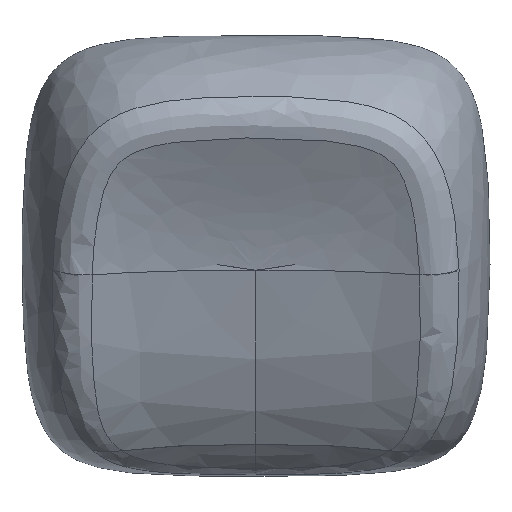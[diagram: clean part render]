
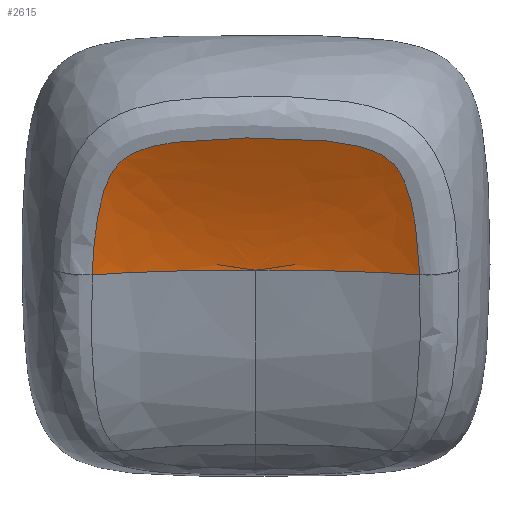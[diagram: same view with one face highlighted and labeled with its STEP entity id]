
A CAD part, top view. The second image highlights one B-rep face of the part: STEP entity #2615.
In plain terms, the highlighted free-form (B-spline) face has degree [3, 3] with [10, 5] control points.
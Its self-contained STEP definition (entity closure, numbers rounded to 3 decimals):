
#42=(
BOUNDED_CURVE()
B_SPLINE_CURVE(5,(#10622,#10623,#10624,#10625,#10626,#10627,#10628,#10629,
#10630),.UNSPECIFIED.,.F.,.F.)
B_SPLINE_CURVE_WITH_KNOTS((6,1,1,1,6),(0.221,0.4,0.6,0.8,1.),
 .UNSPECIFIED.)
CURVE()
GEOMETRIC_REPRESENTATION_ITEM()
RATIONAL_B_SPLINE_CURVE((1.,1.,1.,1.,1.,1.,1.,1.,1.))
REPRESENTATION_ITEM('')
);
#44=(
BOUNDED_CURVE()
B_SPLINE_CURVE(5,(#10694,#10695,#10696,#10697,#10698,#10699,#10700,#10701,
#10702),.UNSPECIFIED.,.F.,.F.)
B_SPLINE_CURVE_WITH_KNOTS((6,1,1,1,6),(0.221,0.4,0.6,0.8,1.),
 .UNSPECIFIED.)
CURVE()
GEOMETRIC_REPRESENTATION_ITEM()
RATIONAL_B_SPLINE_CURVE((1.,1.,1.,1.,1.,1.,1.,1.,1.))
REPRESENTATION_ITEM('')
);
#261=FACE_OUTER_BOUND('',#419,.T.);
#419=EDGE_LOOP('',(#2008,#2009,#2010));
#843=B_SPLINE_CURVE_WITH_KNOTS('',3,(#10497,#10498,#10499,#10500,#10501,
#10502,#10503,#10504,#10505,#10506,#10507,#10508,#10509,#10510,#10511,#10512,
#10513,#10514,#10515,#10516,#10517,#10518,#10519,#10520,#10521,#10522),
 .UNSPECIFIED.,.F.,.F.,(4,1,1,1,1,1,1,1,1,1,1,2,1,1,1,1,1,1,1,1,1,1,4),
(-2.058,-1.852,-1.749,-1.698,
-1.647,-1.595,-1.544,-1.492,-1.441,
-1.338,-1.235,-1.029,-0.823,
-0.72,-0.618,-0.566,-0.515,
-0.463,-0.412,-0.36,-0.309,
-0.206,0.),.UNSPECIFIED.);
#1104=VERTEX_POINT('',#10352);
#1105=VERTEX_POINT('',#10495);
#1107=VERTEX_POINT('',#10621);
#1454=EDGE_CURVE('',#1104,#1105,#843,.T.);
#1457=EDGE_CURVE('',#1105,#1107,#42,.T.);
#1460=EDGE_CURVE('',#1104,#1107,#44,.T.);
#2008=ORIENTED_EDGE('',*,*,#1454,.F.);
#2009=ORIENTED_EDGE('',*,*,#1460,.T.);
#2010=ORIENTED_EDGE('',*,*,#1457,.F.);
#2498=B_SPLINE_SURFACE_WITH_KNOTS('',3,3,((#10644,#10645,#10646,#10647,
#10648),(#10649,#10650,#10651,#10652,#10653),(#10654,#10655,#10656,#10657,
#10658),(#10659,#10660,#10661,#10662,#10663),(#10664,#10665,#10666,#10667,
#10668),(#10669,#10670,#10671,#10672,#10673),(#10674,#10675,#10676,#10677,
#10678),(#10679,#10680,#10681,#10682,#10683),(#10684,#10685,#10686,#10687,
#10688),(#10689,#10690,#10691,#10692,#10693)),.UNSPECIFIED.,.F.,.F.,.F.,
(4,1,1,1,1,1,1,4),(4,1,4),(0.,0.143,0.286,0.429,
0.571,0.714,0.857,1.),(0.142,
0.51,1.),.UNSPECIFIED.);
#2615=ADVANCED_FACE('',(#261),#2498,.F.);
#10352=CARTESIAN_POINT('',(-6.123,-0.726,7.008));
#10495=CARTESIAN_POINT('',(6.123,-0.726,7.008));
#10497=CARTESIAN_POINT('Ctrl Pts',(-6.123,-0.726,
7.008));
#10498=CARTESIAN_POINT('Ctrl Pts',(-6.097,-0.079,
7.173));
#10499=CARTESIAN_POINT('Ctrl Pts',(-6.021,0.888,7.429));
#10500=CARTESIAN_POINT('Ctrl Pts',(-5.823,1.965,7.743));
#10501=CARTESIAN_POINT('Ctrl Pts',(-5.648,2.548,7.925));
#10502=CARTESIAN_POINT('Ctrl Pts',(-5.472,2.962,8.059));
#10503=CARTESIAN_POINT('Ctrl Pts',(-5.225,3.345,8.184));
#10504=CARTESIAN_POINT('Ctrl Pts',(-4.89,3.655,8.282));
#10505=CARTESIAN_POINT('Ctrl Pts',(-4.474,3.883,8.349));
#10506=CARTESIAN_POINT('Ctrl Pts',(-3.868,4.092,8.408));
#10507=CARTESIAN_POINT('Ctrl Pts',(-3.05,4.245,8.45));
#10508=CARTESIAN_POINT('Ctrl Pts',(-1.711,4.37,8.488));
#10509=CARTESIAN_POINT('Ctrl Pts',(-0.683,4.395,
8.496));
#10510=CARTESIAN_POINT('Ctrl Pts',(0.684,4.395,8.496));
#10511=CARTESIAN_POINT('Ctrl Pts',(1.709,4.37,8.488));
#10512=CARTESIAN_POINT('Ctrl Pts',(3.054,4.244,8.45));
#10513=CARTESIAN_POINT('Ctrl Pts',(3.868,4.093,8.408));
#10514=CARTESIAN_POINT('Ctrl Pts',(4.479,3.881,8.348));
#10515=CARTESIAN_POINT('Ctrl Pts',(4.889,3.656,8.282));
#10516=CARTESIAN_POINT('Ctrl Pts',(5.229,3.34,8.182));
#10517=CARTESIAN_POINT('Ctrl Pts',(5.471,2.962,8.059));
#10518=CARTESIAN_POINT('Ctrl Pts',(5.649,2.545,7.924));
#10519=CARTESIAN_POINT('Ctrl Pts',(5.823,1.963,7.742));
#10520=CARTESIAN_POINT('Ctrl Pts',(6.021,0.888,7.429));
#10521=CARTESIAN_POINT('Ctrl Pts',(6.097,-0.079,
7.173));
#10522=CARTESIAN_POINT('Ctrl Pts',(6.123,-0.726,
7.008));
#10621=CARTESIAN_POINT('',(0.,-0.552,6.359));
#10622=CARTESIAN_POINT('Ctrl Pts',(6.123,-0.726,
7.008));
#10623=CARTESIAN_POINT('Ctrl Pts',(5.963,-0.713,6.959));
#10624=CARTESIAN_POINT('Ctrl Pts',(5.61,-0.686,
6.859));
#10625=CARTESIAN_POINT('Ctrl Pts',(5.013,-0.647,
6.715));
#10626=CARTESIAN_POINT('Ctrl Pts',(4.06,-0.601,
6.543));
#10627=CARTESIAN_POINT('Ctrl Pts',(2.788,-0.568,
6.421));
#10628=CARTESIAN_POINT('Ctrl Pts',(1.523,-0.555,
6.37));
#10629=CARTESIAN_POINT('Ctrl Pts',(0.532,-0.552,
6.359));
#10630=CARTESIAN_POINT('Ctrl Pts',(0.,-0.552,
6.359));
#10644=CARTESIAN_POINT('Ctrl Pts',(-6.462,-0.755,
7.118));
#10645=CARTESIAN_POINT('Ctrl Pts',(-5.96,-0.709,
6.945));
#10646=CARTESIAN_POINT('Ctrl Pts',(-4.602,-0.608,
6.57));
#10647=CARTESIAN_POINT('Ctrl Pts',(-2.174,-0.552,
6.359));
#10648=CARTESIAN_POINT('Ctrl Pts',(0.,-0.552,
6.359));
#10649=CARTESIAN_POINT('Ctrl Pts',(-6.462,0.329,
7.408));
#10650=CARTESIAN_POINT('Ctrl Pts',(-5.96,0.219,7.193));
#10651=CARTESIAN_POINT('Ctrl Pts',(-4.602,-0.042,
6.722));
#10652=CARTESIAN_POINT('Ctrl Pts',(-2.174,-0.345,
6.414));
#10653=CARTESIAN_POINT('Ctrl Pts',(0.,-0.552,
6.359));
#10654=CARTESIAN_POINT('Ctrl Pts',(-6.248,2.469,7.982));
#10655=CARTESIAN_POINT('Ctrl Pts',(-5.758,2.069,7.689));
#10656=CARTESIAN_POINT('Ctrl Pts',(-4.366,1.059,7.016));
#10657=CARTESIAN_POINT('Ctrl Pts',(-1.997,0.009,
6.509));
#10658=CARTESIAN_POINT('Ctrl Pts',(0.,-0.552,
6.359));
#10659=CARTESIAN_POINT('Ctrl Pts',(-4.897,4.057,8.407));
#10660=CARTESIAN_POINT('Ctrl Pts',(-4.502,3.417,8.05));
#10661=CARTESIAN_POINT('Ctrl Pts',(-3.252,1.911,7.245));
#10662=CARTESIAN_POINT('Ctrl Pts',(-1.35,0.363,
6.604));
#10663=CARTESIAN_POINT('Ctrl Pts',(0.,-0.552,
6.359));
#10664=CARTESIAN_POINT('Ctrl Pts',(-1.978,4.42,8.505));
#10665=CARTESIAN_POINT('Ctrl Pts',(-1.814,3.701,8.126));
#10666=CARTESIAN_POINT('Ctrl Pts',(-1.257,2.146,7.308));
#10667=CARTESIAN_POINT('Ctrl Pts',(-0.475,0.54,
6.651));
#10668=CARTESIAN_POINT('Ctrl Pts',(0.,-0.552,
6.359));
#10669=CARTESIAN_POINT('Ctrl Pts',(1.982,4.419,8.504));
#10670=CARTESIAN_POINT('Ctrl Pts',(1.819,3.7,8.126));
#10671=CARTESIAN_POINT('Ctrl Pts',(1.26,2.146,7.308));
#10672=CARTESIAN_POINT('Ctrl Pts',(0.475,0.54,6.651));
#10673=CARTESIAN_POINT('Ctrl Pts',(0.,-0.552,
6.359));
#10674=CARTESIAN_POINT('Ctrl Pts',(4.893,4.056,8.407));
#10675=CARTESIAN_POINT('Ctrl Pts',(4.498,3.415,8.05));
#10676=CARTESIAN_POINT('Ctrl Pts',(3.25,1.911,7.245));
#10677=CARTESIAN_POINT('Ctrl Pts',(1.35,0.363,6.604));
#10678=CARTESIAN_POINT('Ctrl Pts',(0.,-0.552,
6.359));
#10679=CARTESIAN_POINT('Ctrl Pts',(6.248,2.469,7.982));
#10680=CARTESIAN_POINT('Ctrl Pts',(5.757,2.069,7.689));
#10681=CARTESIAN_POINT('Ctrl Pts',(4.366,1.059,7.016));
#10682=CARTESIAN_POINT('Ctrl Pts',(1.997,0.009,
6.509));
#10683=CARTESIAN_POINT('Ctrl Pts',(0.,-0.552,
6.359));
#10684=CARTESIAN_POINT('Ctrl Pts',(6.462,0.329,7.408));
#10685=CARTESIAN_POINT('Ctrl Pts',(5.96,0.219,7.193));
#10686=CARTESIAN_POINT('Ctrl Pts',(4.602,-0.041,
6.722));
#10687=CARTESIAN_POINT('Ctrl Pts',(2.174,-0.345,6.414));
#10688=CARTESIAN_POINT('Ctrl Pts',(0.,-0.552,
6.359));
#10689=CARTESIAN_POINT('Ctrl Pts',(6.462,-0.755,
7.118));
#10690=CARTESIAN_POINT('Ctrl Pts',(5.96,-0.709,6.945));
#10691=CARTESIAN_POINT('Ctrl Pts',(4.602,-0.608,
6.57));
#10692=CARTESIAN_POINT('Ctrl Pts',(2.174,-0.552,6.359));
#10693=CARTESIAN_POINT('Ctrl Pts',(0.,-0.552,
6.359));
#10694=CARTESIAN_POINT('Ctrl Pts',(-6.123,-0.726,
7.008));
#10695=CARTESIAN_POINT('Ctrl Pts',(-5.964,-0.713,
6.959));
#10696=CARTESIAN_POINT('Ctrl Pts',(-5.61,-0.686,
6.859));
#10697=CARTESIAN_POINT('Ctrl Pts',(-5.013,-0.647,
6.715));
#10698=CARTESIAN_POINT('Ctrl Pts',(-4.06,-0.601,
6.543));
#10699=CARTESIAN_POINT('Ctrl Pts',(-2.788,-0.568,
6.421));
#10700=CARTESIAN_POINT('Ctrl Pts',(-1.523,-0.555,
6.37));
#10701=CARTESIAN_POINT('Ctrl Pts',(-0.532,-0.552,
6.359));
#10702=CARTESIAN_POINT('Ctrl Pts',(0.,-0.552,
6.359));
